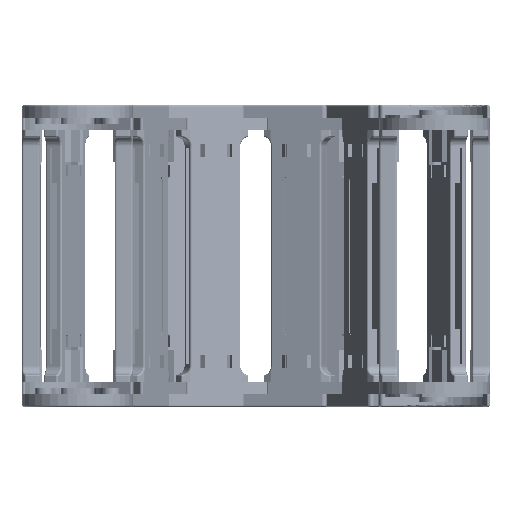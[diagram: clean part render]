
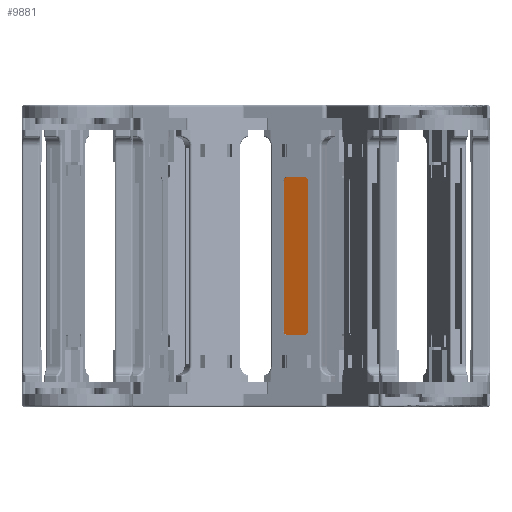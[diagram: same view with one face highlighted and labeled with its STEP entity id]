
A CAD part, left-side view. The second image highlights one B-rep face of the part: STEP entity #9881.
In plain terms, the highlighted face is planar.
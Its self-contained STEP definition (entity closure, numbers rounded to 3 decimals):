
#92 = VERTEX_POINT ( 'NONE', #30083 ) ;
#146 = DIRECTION ( 'NONE',  ( 0., -1., 0. ) ) ;
#444 = LINE ( 'NONE', #11187, #34946 ) ;
#1238 = EDGE_CURVE ( 'NONE', #16920, #33480, #15384, .T. ) ;
#1990 = VECTOR ( 'NONE', #19998, 1000. ) ;
#2224 = DIRECTION ( 'NONE',  ( 0., 0., 1. ) ) ;
#2837 = DIRECTION ( 'NONE',  ( 1., 0., 0. ) ) ;
#3084 = VERTEX_POINT ( 'NONE', #24675 ) ;
#3544 = ORIENTED_EDGE ( 'NONE', *, *, #8420, .F. ) ;
#4117 = DIRECTION ( 'NONE',  ( 0., 0., 1. ) ) ;
#6684 = DIRECTION ( 'NONE',  ( 0., 0., -1. ) ) ;
#6741 = DIRECTION ( 'NONE',  ( 0., -1., 0. ) ) ;
#7051 = ORIENTED_EDGE ( 'NONE', *, *, #16405, .F. ) ;
#7173 = FACE_OUTER_BOUND ( 'NONE', #10290, .T. ) ;
#7229 = PLANE ( 'NONE',  #7826 ) ;
#7685 = VERTEX_POINT ( 'NONE', #29645 ) ;
#7826 = AXIS2_PLACEMENT_3D ( 'NONE', #23448, #9730, #9978 ) ;
#8420 = EDGE_CURVE ( 'NONE', #3084, #29519, #444, .T. ) ;
#8479 = DIRECTION ( 'NONE',  ( 0., 0., 1. ) ) ;
#8980 = CARTESIAN_POINT ( 'NONE',  ( -76.715, 30.497, -59.636 ) ) ;
#9668 = CIRCLE ( 'NONE', #23480, 2.515 ) ;
#9730 = DIRECTION ( 'NONE',  ( 0., -1., 0. ) ) ;
#9881 = ADVANCED_FACE ( 'NONE', ( #7173 ), #7229, .F. ) ;
#9978 = DIRECTION ( 'NONE',  ( 0., 0., 1. ) ) ;
#10290 = EDGE_LOOP ( 'NONE', ( #14469, #11433, #26038, #35182, #22301, #15932, #3544, #7051 ) ) ;
#10336 = DIRECTION ( 'NONE',  ( 0., -1., 0. ) ) ;
#10903 = LINE ( 'NONE', #31622, #28815 ) ;
#11187 = CARTESIAN_POINT ( 'NONE',  ( -76.715, 30.497, -148.324 ) ) ;
#11375 = EDGE_CURVE ( 'NONE', #19085, #16920, #22474, .T. ) ;
#11433 = ORIENTED_EDGE ( 'NONE', *, *, #1238, .F. ) ;
#13022 = CIRCLE ( 'NONE', #24613, 2.515 ) ;
#13312 = LINE ( 'NONE', #33937, #32869 ) ;
#14469 = ORIENTED_EDGE ( 'NONE', *, *, #27794, .F. ) ;
#15384 = CIRCLE ( 'NONE', #25898, 2.515 ) ;
#15462 = EDGE_CURVE ( 'NONE', #25646, #19085, #9668, .T. ) ;
#15932 = ORIENTED_EDGE ( 'NONE', *, *, #30041, .F. ) ;
#16405 = EDGE_CURVE ( 'NONE', #92, #3084, #13022, .T. ) ;
#16475 = AXIS2_PLACEMENT_3D ( 'NONE', #20765, #23488, #6684 ) ;
#16624 = CARTESIAN_POINT ( 'NONE',  ( -66.655, 30.497, -62.151 ) ) ;
#16920 = VERTEX_POINT ( 'NONE', #8980 ) ;
#18686 = CARTESIAN_POINT ( 'NONE',  ( -76.715, 30.497, -62.151 ) ) ;
#19085 = VERTEX_POINT ( 'NONE', #28225 ) ;
#19614 = CIRCLE ( 'NONE', #16475, 2.515 ) ;
#19998 = DIRECTION ( 'NONE',  ( -1., 0., 0. ) ) ;
#20765 = CARTESIAN_POINT ( 'NONE',  ( -66.655, 30.497, -145.809 ) ) ;
#22301 = ORIENTED_EDGE ( 'NONE', *, *, #32512, .F. ) ;
#22474 = LINE ( 'NONE', #25207, #1990 ) ;
#23066 = CARTESIAN_POINT ( 'NONE',  ( -76.715, 30.497, -145.809 ) ) ;
#23448 = CARTESIAN_POINT ( 'NONE',  ( -76.715, 30.497, -145.789 ) ) ;
#23480 = AXIS2_PLACEMENT_3D ( 'NONE', #16624, #146, #8479 ) ;
#23488 = DIRECTION ( 'NONE',  ( 0., -1., 0. ) ) ;
#24613 = AXIS2_PLACEMENT_3D ( 'NONE', #23066, #6741, #4117 ) ;
#24675 = CARTESIAN_POINT ( 'NONE',  ( -76.715, 30.497, -148.324 ) ) ;
#24888 = CARTESIAN_POINT ( 'NONE',  ( -64.14, 30.497, -62.151 ) ) ;
#25207 = CARTESIAN_POINT ( 'NONE',  ( -76.715, 30.497, -59.636 ) ) ;
#25646 = VERTEX_POINT ( 'NONE', #24888 ) ;
#25898 = AXIS2_PLACEMENT_3D ( 'NONE', #18686, #10336, #2224 ) ;
#25925 = DIRECTION ( 'NONE',  ( 0., 0., 1. ) ) ;
#26016 = CARTESIAN_POINT ( 'NONE',  ( -66.655, 30.497, -148.324 ) ) ;
#26038 = ORIENTED_EDGE ( 'NONE', *, *, #11375, .F. ) ;
#27794 = EDGE_CURVE ( 'NONE', #33480, #92, #13312, .T. ) ;
#28052 = CARTESIAN_POINT ( 'NONE',  ( -79.23, 30.497, -62.151 ) ) ;
#28225 = CARTESIAN_POINT ( 'NONE',  ( -66.655, 30.497, -59.636 ) ) ;
#28815 = VECTOR ( 'NONE', #25925, 1000. ) ;
#28847 = DIRECTION ( 'NONE',  ( 0., 0., -1. ) ) ;
#29519 = VERTEX_POINT ( 'NONE', #26016 ) ;
#29645 = CARTESIAN_POINT ( 'NONE',  ( -64.14, 30.497, -145.809 ) ) ;
#30041 = EDGE_CURVE ( 'NONE', #29519, #7685, #19614, .T. ) ;
#30083 = CARTESIAN_POINT ( 'NONE',  ( -79.23, 30.497, -145.809 ) ) ;
#31622 = CARTESIAN_POINT ( 'NONE',  ( -64.14, 30.497, -145.789 ) ) ;
#32512 = EDGE_CURVE ( 'NONE', #7685, #25646, #10903, .T. ) ;
#32869 = VECTOR ( 'NONE', #28847, 1000. ) ;
#33480 = VERTEX_POINT ( 'NONE', #28052 ) ;
#33937 = CARTESIAN_POINT ( 'NONE',  ( -79.23, 30.497, -145.789 ) ) ;
#34946 = VECTOR ( 'NONE', #2837, 1000. ) ;
#35182 = ORIENTED_EDGE ( 'NONE', *, *, #15462, .F. ) ;
